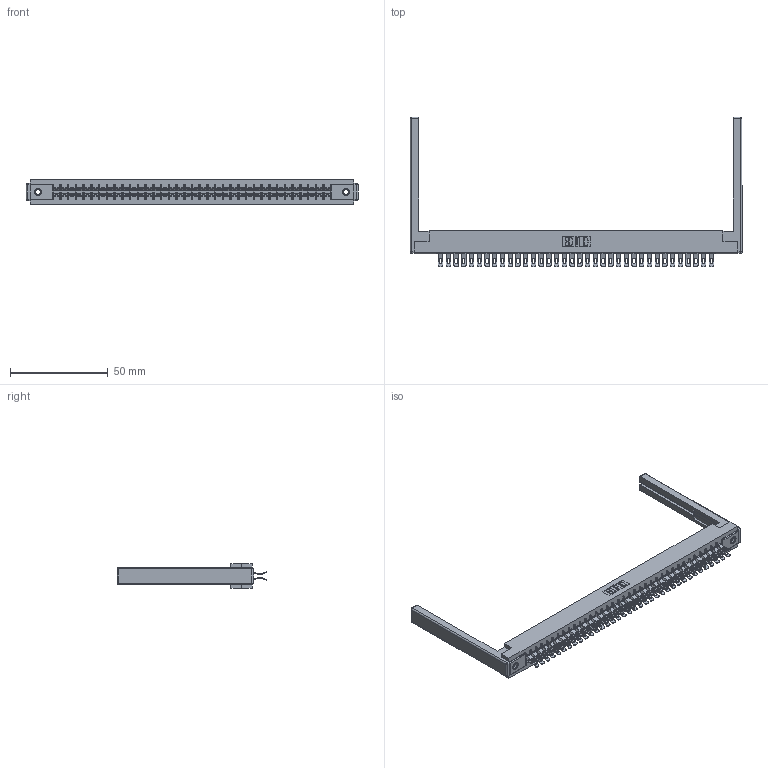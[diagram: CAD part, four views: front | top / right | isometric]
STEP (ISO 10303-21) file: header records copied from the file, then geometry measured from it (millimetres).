
FILE_DESCRIPTION (( 'STEP AP203' ), '1' );
FILE_NAME ('305-072-555-268.STEP', '2019-09-10T06:21:52', ( '' ), ( '' ), 'SwSTEP 2.0', 'SolidWorks 2016', '' );
FILE_SCHEMA (( 'CONFIG_CONTROL_DESIGN' ));
Length unit declared in the file: inch
Products named in the file (5): 307-220-068; 305 Part_.156 Dia; 345-250-001_345-250-001-102; 305-290-001_555; 305-072-555-268
Assembly tree (77 placements, depth 2):
  305-072-555-268
    305 Part_.156 Dia
    305-290-001_555  x72
    345-250-001_345-250-001-102  x2
    307-220-068  x2
Bounding box: 170.08 x 76.71 x 12.7 mm (x, y, z)
Volume: 22303.9 mm3; surface area: 27990.8 mm2
Topology: 77 solids, 77 shells, 5022 faces, 14926 edges, 9736 vertices
Faces by surface type: plane 2460, cylinder 2394, sphere 152, cone 12, torus 4
Entity records: 43092 total; most frequent: CARTESIAN_POINT 7121, ORIENTED_EDGE 7050, DIRECTION 6907, EDGE_CURVE 3525, VECTOR 2815, LINE 2815, VERTEX_POINT 2244, AXIS2_PLACEMENT_3D 2046
